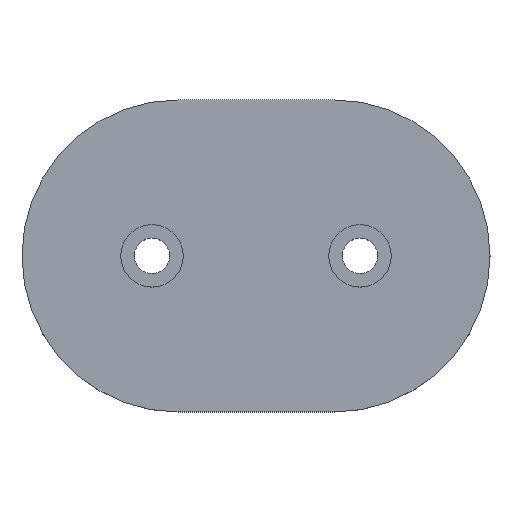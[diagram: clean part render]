
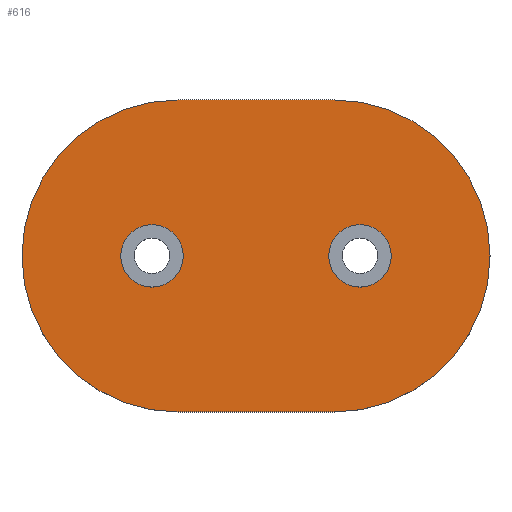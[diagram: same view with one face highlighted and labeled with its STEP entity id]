
A CAD part, top view. The second image highlights one B-rep face of the part: STEP entity #616.
In plain terms, the highlighted planar face has unit normal (0, 0, 1).
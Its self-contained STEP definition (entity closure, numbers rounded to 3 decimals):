
#4 = DIRECTION ( 'NONE',  ( 1., 0., 0. ) ) ;
#10 = EDGE_CURVE ( 'NONE', #496, #524, #53, .T. ) ;
#14 = DIRECTION ( 'NONE',  ( 0., 0., 1. ) ) ;
#20 = VECTOR ( 'NONE', #4, 1000. ) ;
#23 = AXIS2_PLACEMENT_3D ( 'NONE', #82, #429, #285 ) ;
#24 = VECTOR ( 'NONE', #321, 1000. ) ;
#32 = CIRCLE ( 'NONE', #222, 3. ) ;
#44 = ORIENTED_EDGE ( 'NONE', *, *, #161, .T. ) ;
#53 = LINE ( 'NONE', #454, #20 ) ;
#55 = CARTESIAN_POINT ( 'NONE',  ( 10., 0., 3. ) ) ;
#56 = PLANE ( 'NONE',  #585 ) ;
#58 = CIRCLE ( 'NONE', #194, 3. ) ;
#65 = CARTESIAN_POINT ( 'NONE',  ( -7., 0., 3. ) ) ;
#82 = CARTESIAN_POINT ( 'NONE',  ( 7.5, 0., 3. ) ) ;
#83 = VERTEX_POINT ( 'NONE', #65 ) ;
#84 = DIRECTION ( 'NONE',  ( 1., 0., 0. ) ) ;
#85 = ORIENTED_EDGE ( 'NONE', *, *, #287, .F. ) ;
#100 = CARTESIAN_POINT ( 'NONE',  ( -10., 0., 3. ) ) ;
#108 = ORIENTED_EDGE ( 'NONE', *, *, #210, .F. ) ;
#122 = AXIS2_PLACEMENT_3D ( 'NONE', #257, #558, #347 ) ;
#134 = DIRECTION ( 'NONE',  ( 1., 0., 0. ) ) ;
#137 = AXIS2_PLACEMENT_3D ( 'NONE', #228, #620, #514 ) ;
#140 = DIRECTION ( 'NONE',  ( 0., 0., 1. ) ) ;
#146 = ORIENTED_EDGE ( 'NONE', *, *, #488, .T. ) ;
#151 = VERTEX_POINT ( 'NONE', #313 ) ;
#161 = EDGE_CURVE ( 'NONE', #340, #496, #419, .T. ) ;
#163 = FACE_OUTER_BOUND ( 'NONE', #327, .T. ) ;
#179 = EDGE_LOOP ( 'NONE', ( #191, #475 ) ) ;
#191 = ORIENTED_EDGE ( 'NONE', *, *, #635, .F. ) ;
#194 = AXIS2_PLACEMENT_3D ( 'NONE', #528, #577, #134 ) ;
#204 = DIRECTION ( 'NONE',  ( 0., 0., 1. ) ) ;
#205 = CARTESIAN_POINT ( 'NONE',  ( -7.5, -15., 3. ) ) ;
#210 = EDGE_CURVE ( 'NONE', #151, #356, #267, .T. ) ;
#217 = FACE_BOUND ( 'NONE', #550, .T. ) ;
#218 = AXIS2_PLACEMENT_3D ( 'NONE', #100, #140, #84 ) ;
#222 = AXIS2_PLACEMENT_3D ( 'NONE', #338, #548, #455 ) ;
#228 = CARTESIAN_POINT ( 'NONE',  ( -7.5, 0., 3. ) ) ;
#257 = CARTESIAN_POINT ( 'NONE',  ( -7.5, 0., 3. ) ) ;
#267 = LINE ( 'NONE', #464, #24 ) ;
#285 = DIRECTION ( 'NONE',  ( 1., 0., 0. ) ) ;
#287 = EDGE_CURVE ( 'NONE', #302, #527, #32, .T. ) ;
#292 = ORIENTED_EDGE ( 'NONE', *, *, #10, .T. ) ;
#295 = CIRCLE ( 'NONE', #122, 15. ) ;
#302 = VERTEX_POINT ( 'NONE', #451 ) ;
#313 = CARTESIAN_POINT ( 'NONE',  ( -7.5, 15., 3. ) ) ;
#315 = CARTESIAN_POINT ( 'NONE',  ( -13., 0., 3. ) ) ;
#321 = DIRECTION ( 'NONE',  ( 1., 0., 0. ) ) ;
#327 = EDGE_LOOP ( 'NONE', ( #292, #146, #108, #560, #44 ) ) ;
#338 = CARTESIAN_POINT ( 'NONE',  ( 10., 0., 3. ) ) ;
#340 = VERTEX_POINT ( 'NONE', #354 ) ;
#346 = AXIS2_PLACEMENT_3D ( 'NONE', #55, #204, #392 ) ;
#347 = DIRECTION ( 'NONE',  ( 1., 0., 0. ) ) ;
#354 = CARTESIAN_POINT ( 'NONE',  ( -22.5, 0., 3. ) ) ;
#356 = VERTEX_POINT ( 'NONE', #493 ) ;
#359 = FACE_BOUND ( 'NONE', #179, .T. ) ;
#369 = EDGE_CURVE ( 'NONE', #527, #302, #574, .T. ) ;
#370 = EDGE_CURVE ( 'NONE', #151, #340, #295, .T. ) ;
#392 = DIRECTION ( 'NONE',  ( 1., 0., 0. ) ) ;
#395 = ORIENTED_EDGE ( 'NONE', *, *, #369, .F. ) ;
#419 = CIRCLE ( 'NONE', #137, 15. ) ;
#424 = EDGE_CURVE ( 'NONE', #83, #545, #572, .T. ) ;
#429 = DIRECTION ( 'NONE',  ( 0., 0., 1. ) ) ;
#451 = CARTESIAN_POINT ( 'NONE',  ( 13., 0., 3. ) ) ;
#454 = CARTESIAN_POINT ( 'NONE',  ( 0., -15., 3. ) ) ;
#455 = DIRECTION ( 'NONE',  ( 1., 0., 0. ) ) ;
#464 = CARTESIAN_POINT ( 'NONE',  ( 0., 15., 3. ) ) ;
#470 = CIRCLE ( 'NONE', #23, 15. ) ;
#475 = ORIENTED_EDGE ( 'NONE', *, *, #424, .F. ) ;
#488 = EDGE_CURVE ( 'NONE', #524, #356, #470, .T. ) ;
#493 = CARTESIAN_POINT ( 'NONE',  ( 7.5, 15., 3. ) ) ;
#494 = CARTESIAN_POINT ( 'NONE',  ( 7.5, -15., 3. ) ) ;
#496 = VERTEX_POINT ( 'NONE', #205 ) ;
#514 = DIRECTION ( 'NONE',  ( 1., 0., 0. ) ) ;
#524 = VERTEX_POINT ( 'NONE', #494 ) ;
#527 = VERTEX_POINT ( 'NONE', #636 ) ;
#528 = CARTESIAN_POINT ( 'NONE',  ( -10., 0., 3. ) ) ;
#545 = VERTEX_POINT ( 'NONE', #315 ) ;
#548 = DIRECTION ( 'NONE',  ( 0., 0., 1. ) ) ;
#550 = EDGE_LOOP ( 'NONE', ( #395, #85 ) ) ;
#558 = DIRECTION ( 'NONE',  ( 0., 0., 1. ) ) ;
#560 = ORIENTED_EDGE ( 'NONE', *, *, #370, .T. ) ;
#562 = CARTESIAN_POINT ( 'NONE',  ( 0., 0., 3. ) ) ;
#572 = CIRCLE ( 'NONE', #218, 3. ) ;
#574 = CIRCLE ( 'NONE', #346, 3. ) ;
#577 = DIRECTION ( 'NONE',  ( 0., 0., 1. ) ) ;
#585 = AXIS2_PLACEMENT_3D ( 'NONE', #562, #14, #610 ) ;
#610 = DIRECTION ( 'NONE',  ( 1., 0., 0. ) ) ;
#616 = ADVANCED_FACE ( 'NONE', ( #217, #359, #163 ), #56, .T. ) ;
#620 = DIRECTION ( 'NONE',  ( 0., 0., 1. ) ) ;
#635 = EDGE_CURVE ( 'NONE', #545, #83, #58, .T. ) ;
#636 = CARTESIAN_POINT ( 'NONE',  ( 7., 0., 3. ) ) ;
